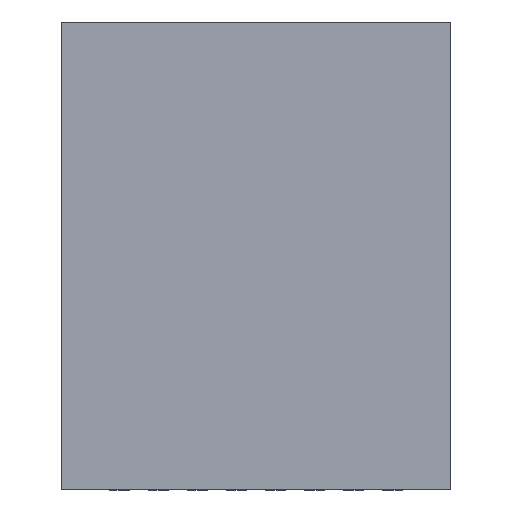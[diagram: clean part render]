
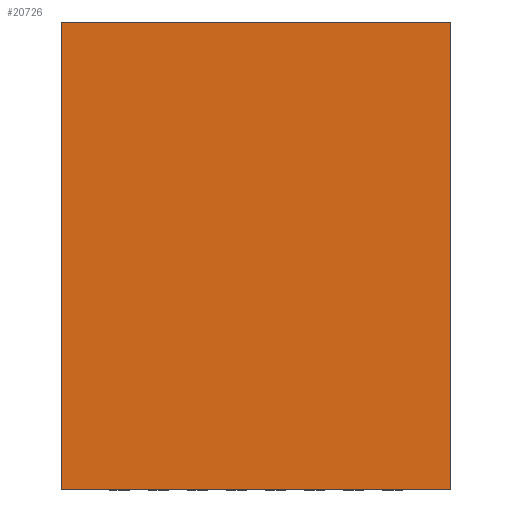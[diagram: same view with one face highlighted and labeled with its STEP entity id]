
A CAD part, top view. The second image highlights one B-rep face of the part: STEP entity #20726.
In plain terms, the highlighted face is planar.
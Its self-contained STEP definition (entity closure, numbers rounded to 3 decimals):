
#15793=DIRECTION('',(0.,0.,1.));
#15794=VECTOR('',#15793,6.);
#15795=CARTESIAN_POINT('',(-2.5,0.975,-3.));
#15796=LINE('',#15795,#15794);
#15800=DIRECTION('',(-1.,0.,0.));
#15801=VECTOR('',#15800,5.);
#15802=CARTESIAN_POINT('',(2.5,0.975,-3.));
#15803=LINE('',#15802,#15801);
#15807=DIRECTION('',(0.,0.,-1.));
#15808=VECTOR('',#15807,6.);
#15809=CARTESIAN_POINT('',(2.5,0.975,3.));
#15810=LINE('',#15809,#15808);
#15814=DIRECTION('',(1.,0.,0.));
#15815=VECTOR('',#15814,5.);
#15816=CARTESIAN_POINT('',(-2.5,0.975,3.));
#15817=LINE('',#15816,#15815);
#17211=CARTESIAN_POINT('',(-2.5,0.975,-3.));
#17212=CARTESIAN_POINT('',(-2.5,0.975,3.));
#17213=VERTEX_POINT('',#17211);
#17214=VERTEX_POINT('',#17212);
#17215=CARTESIAN_POINT('',(2.5,0.975,3.));
#17216=VERTEX_POINT('',#17215);
#17217=CARTESIAN_POINT('',(2.5,0.975,-3.));
#17218=VERTEX_POINT('',#17217);
#20715=CARTESIAN_POINT('',(0.,0.975,0.));
#20716=DIRECTION('',(0.,1.,0.));
#20717=DIRECTION('',(1.,0.,0.));
#20718=AXIS2_PLACEMENT_3D('',#20715,#20716,#20717);
#20719=PLANE('',#20718);
#20720=ORIENTED_EDGE('',*,*,#18749,.F.);
#20721=ORIENTED_EDGE('',*,*,#18918,.F.);
#20722=ORIENTED_EDGE('',*,*,#19684,.F.);
#20723=ORIENTED_EDGE('',*,*,#20552,.F.);
#20724=EDGE_LOOP('',(#20720,#20721,#20722,#20723));
#20725=FACE_OUTER_BOUND('',#20724,.F.);
#20726=ADVANCED_FACE('',(#20725),#20719,.T.);
#18749=EDGE_CURVE('',#17213,#17214,#15796,.T.);
#18918=EDGE_CURVE('',#17218,#17213,#15803,.T.);
#19684=EDGE_CURVE('',#17216,#17218,#15810,.T.);
#20552=EDGE_CURVE('',#17214,#17216,#15817,.T.);
